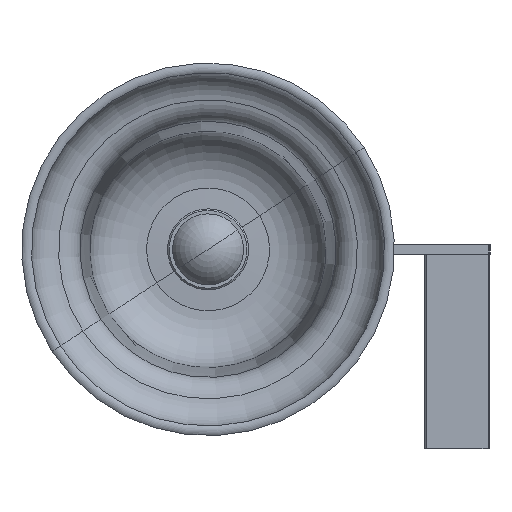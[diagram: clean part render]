
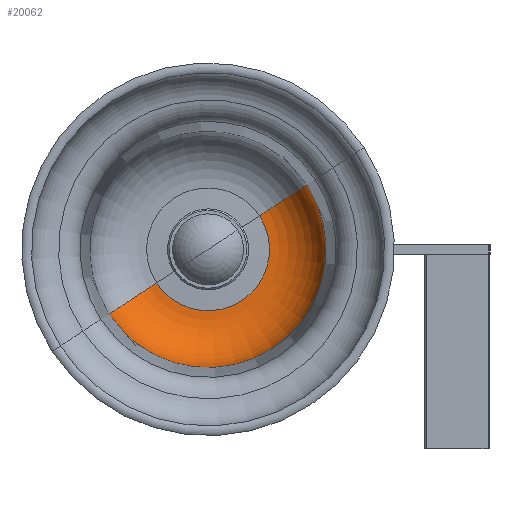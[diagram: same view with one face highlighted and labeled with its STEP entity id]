
A CAD part, front view. The second image highlights one B-rep face of the part: STEP entity #20062.
In plain terms, the highlighted toroidal (fillet/blend) face has major radius 19.517 mm and minor radius 17 mm.
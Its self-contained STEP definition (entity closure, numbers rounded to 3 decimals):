
#51 = AXIS2_PLACEMENT_3D ( 'NONE', #2047, #2045, #2050 ) ;
#364 = CARTESIAN_POINT ( 'NONE',  ( 36.503, -90.697, 0. ) ) ;
#366 = CARTESIAN_POINT ( 'NONE',  ( 18.954, -106.991, 0. ) ) ;
#2045 = DIRECTION ( 'NONE',  ( 0., 1., 0. ) ) ;
#2047 = CARTESIAN_POINT ( 'NONE',  ( 0., -90., 0. ) ) ;
#2050 = DIRECTION ( 'NONE',  ( -1., 0., 0. ) ) ;
#2271 = VERTEX_POINT ( 'NONE', #366 ) ;
#2273 = VERTEX_POINT ( 'NONE', #364 ) ;
#5615 = VERTEX_POINT ( 'NONE', #12796 ) ;
#5618 = VERTEX_POINT ( 'NONE', #12791 ) ;
#8573 = DIRECTION ( 'NONE',  ( 0., 1., 0. ) ) ;
#8574 = CARTESIAN_POINT ( 'NONE',  ( 0., -90.697, 0. ) ) ;
#8576 = DIRECTION ( 'NONE',  ( -1., 0., 0. ) ) ;
#8577 = DIRECTION ( 'NONE',  ( 0., 0., -1. ) ) ;
#8578 = CARTESIAN_POINT ( 'NONE',  ( -19.517, -90., 0. ) ) ;
#9302 = CIRCLE ( 'NONE', #15569, 36.503 ) ;
#9304 = CIRCLE ( 'NONE', #15568, 17. ) ;
#9308 = CIRCLE ( 'NONE', #15570, 17. ) ;
#9312 = CIRCLE ( 'NONE', #15571, 18.954 ) ;
#9379 = FACE_OUTER_BOUND ( 'NONE', #12944, .T. ) ;
#9389 = TOROIDAL_SURFACE ( 'NONE', #51, 19.517, 17. ) ;
#10746 = ORIENTED_EDGE ( 'NONE', *, *, #13032, .F. ) ;
#10747 = ORIENTED_EDGE ( 'NONE', *, *, #13031, .T. ) ;
#10748 = ORIENTED_EDGE ( 'NONE', *, *, #13030, .T. ) ;
#10749 = ORIENTED_EDGE ( 'NONE', *, *, #13029, .F. ) ;
#12791 = CARTESIAN_POINT ( 'NONE',  ( -36.503, -90.697, 0. ) ) ;
#12796 = CARTESIAN_POINT ( 'NONE',  ( -18.954, -106.991, 0. ) ) ;
#12944 = EDGE_LOOP ( 'NONE', ( #10746, #10747, #10748, #10749 ) ) ;
#13029 = EDGE_CURVE ( 'NONE', #5615, #5618, #9304, .T. ) ;
#13030 = EDGE_CURVE ( 'NONE', #2273, #5618, #9302, .T. ) ;
#13031 = EDGE_CURVE ( 'NONE', #2271, #2273, #9308, .T. ) ;
#13032 = EDGE_CURVE ( 'NONE', #2271, #5615, #9312, .T. ) ;
#15568 = AXIS2_PLACEMENT_3D ( 'NONE', #8578, #8577, #8576 ) ;
#15569 = AXIS2_PLACEMENT_3D ( 'NONE', #8574, #8573, #21141 ) ;
#15570 = AXIS2_PLACEMENT_3D ( 'NONE', #21137, #21131, #21129 ) ;
#15571 = AXIS2_PLACEMENT_3D ( 'NONE', #21123, #21120, #20699 ) ;
#20062 = ADVANCED_FACE ( 'NONE', ( #9379 ), #9389, .F. ) ;
#20699 = DIRECTION ( 'NONE',  ( -1., 0., 0. ) ) ;
#21120 = DIRECTION ( 'NONE',  ( 0., 1., 0. ) ) ;
#21123 = CARTESIAN_POINT ( 'NONE',  ( 0., -106.991, 0. ) ) ;
#21129 = DIRECTION ( 'NONE',  ( 1., 0., 0. ) ) ;
#21131 = DIRECTION ( 'NONE',  ( 0., 0., 1. ) ) ;
#21137 = CARTESIAN_POINT ( 'NONE',  ( 19.517, -90., 0. ) ) ;
#21141 = DIRECTION ( 'NONE',  ( -1., 0., 0. ) ) ;
